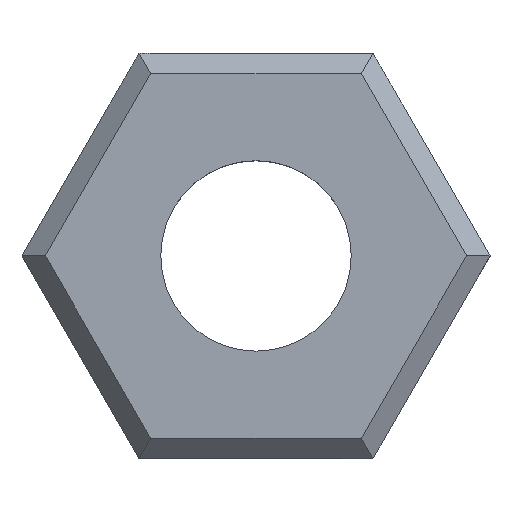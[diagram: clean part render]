
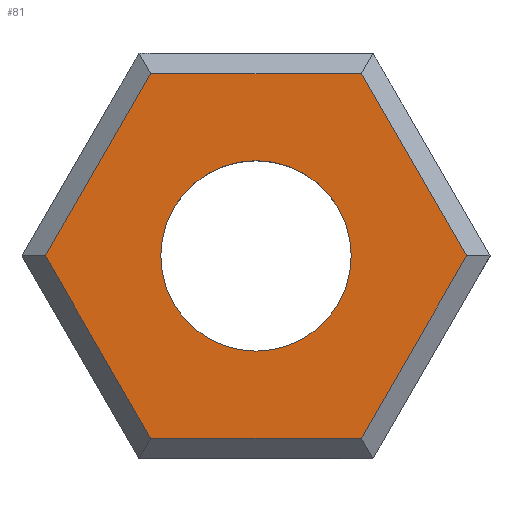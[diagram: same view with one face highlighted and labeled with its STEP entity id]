
A CAD part, top view. The second image highlights one B-rep face of the part: STEP entity #81.
In plain terms, the highlighted planar face has unit normal (0, 0, 1).
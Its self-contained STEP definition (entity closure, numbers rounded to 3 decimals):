
#81=ADVANCED_FACE('',(#216,#218),#220,.T.);
#216=FACE_BOUND('',#217,.T.);
#217=EDGE_LOOP('',(#325,#326,#327,#328,#329,#330));
#218=FACE_BOUND('',#219,.T.);
#219=EDGE_LOOP('',(#331));
#220=PLANE('',#221);
#221=AXIS2_PLACEMENT_3D('',#222,#223,#224);
#222=CARTESIAN_POINT('',(0.,0.,5.));
#223=DIRECTION('',(0.,0.,1.));
#224=DIRECTION('',(-1.,0.,0.));
#325=ORIENTED_EDGE('',*,*,#389,.T.);
#326=ORIENTED_EDGE('',*,*,#390,.T.);
#327=ORIENTED_EDGE('',*,*,#391,.T.);
#328=ORIENTED_EDGE('',*,*,#392,.T.);
#329=ORIENTED_EDGE('',*,*,#393,.T.);
#330=ORIENTED_EDGE('',*,*,#394,.T.);
#331=ORIENTED_EDGE('',*,*,#395,.T.);
#389=EDGE_CURVE('',#428,#429,#430,.T.);
#390=EDGE_CURVE('',#429,#431,#432,.T.);
#391=EDGE_CURVE('',#431,#433,#434,.T.);
#392=EDGE_CURVE('',#433,#435,#436,.T.);
#393=EDGE_CURVE('',#435,#437,#438,.T.);
#394=EDGE_CURVE('',#437,#428,#439,.T.);
#395=EDGE_CURVE('',#440,#440,#441,.F.);
#428=VERTEX_POINT('',#495);
#429=VERTEX_POINT('',#496);
#430=LINE('',#497,#498);
#431=VERTEX_POINT('',#500);
#432=LINE('',#501,#502);
#433=VERTEX_POINT('',#504);
#434=LINE('',#505,#506);
#435=VERTEX_POINT('',#508);
#436=LINE('',#509,#510);
#437=VERTEX_POINT('',#512);
#438=LINE('',#513,#514);
#439=LINE('',#516,#517);
#440=VERTEX_POINT('',#519);
#441=CIRCLE('',#520,4.7);
#495=CARTESIAN_POINT('',(10.392,0.,5.));
#496=CARTESIAN_POINT('',(5.196,9.,5.));
#497=CARTESIAN_POINT('',(10.392,0.,5.));
#498=VECTOR('',#499,1.);
#499=DIRECTION('',(-0.5,0.866,0.));
#500=CARTESIAN_POINT('',(-5.196,9.,5.));
#501=CARTESIAN_POINT('',(5.196,9.,5.));
#502=VECTOR('',#503,1.);
#503=DIRECTION('',(-1.,0.,0.));
#504=CARTESIAN_POINT('',(-10.392,0.,5.));
#505=CARTESIAN_POINT('',(-5.196,9.,5.));
#506=VECTOR('',#507,1.);
#507=DIRECTION('',(-0.5,-0.866,0.));
#508=CARTESIAN_POINT('',(-5.196,-9.,5.));
#509=CARTESIAN_POINT('',(-10.392,0.,5.));
#510=VECTOR('',#511,1.);
#511=DIRECTION('',(0.5,-0.866,0.));
#512=CARTESIAN_POINT('',(5.196,-9.,5.));
#513=CARTESIAN_POINT('',(-5.196,-9.,5.));
#514=VECTOR('',#515,1.);
#515=DIRECTION('',(1.,0.,0.));
#516=CARTESIAN_POINT('',(5.196,-9.,5.));
#517=VECTOR('',#518,1.);
#518=DIRECTION('',(0.5,0.866,0.));
#519=CARTESIAN_POINT('',(-4.7,0.,5.));
#520=AXIS2_PLACEMENT_3D('',#521,#522,#523);
#521=CARTESIAN_POINT('',(0.,0.,5.));
#522=DIRECTION('',(0.,0.,1.));
#523=DIRECTION('',(-1.,0.,0.));
